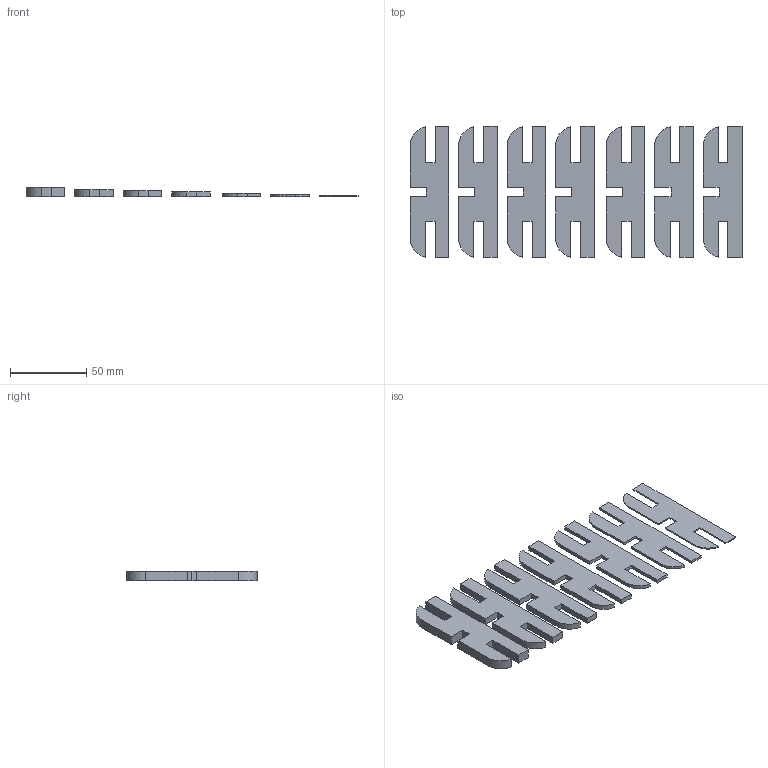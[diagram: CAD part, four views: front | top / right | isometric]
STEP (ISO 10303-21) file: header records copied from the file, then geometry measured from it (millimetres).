
FILE_DESCRIPTION(('CATIA V5 STEP Exchange'),'2;1');
FILE_NAME('Door Hinge Shims.stp','2017-08-25T00:03:10+00:00',('none'),('none'),'Version 5-6 Release 2013','CATIA V5 STEP AP203','none');
FILE_SCHEMA(('CONFIG_CONTROL_DESIGN'));
Length unit declared in the file: inch
Products named in the file (1): Part1
Bounding box: 217.27 x 85.99 x 6.35 mm (x, y, z)
Volume: 40067.3 mm3; surface area: 31923.5 mm2
Topology: 7 solids, 7 shells, 140 faces, 378 edges, 252 vertices
Faces by surface type: plane 126, cylinder 14
Entity records: 4158 total; most frequent: ORIENTED_EDGE 756, CARTESIAN_POINT 736, DIRECTION 588, EDGE_CURVE 378, VECTOR 350, LINE 350, VERTEX_POINT 252, ADVANCED_FACE 140
